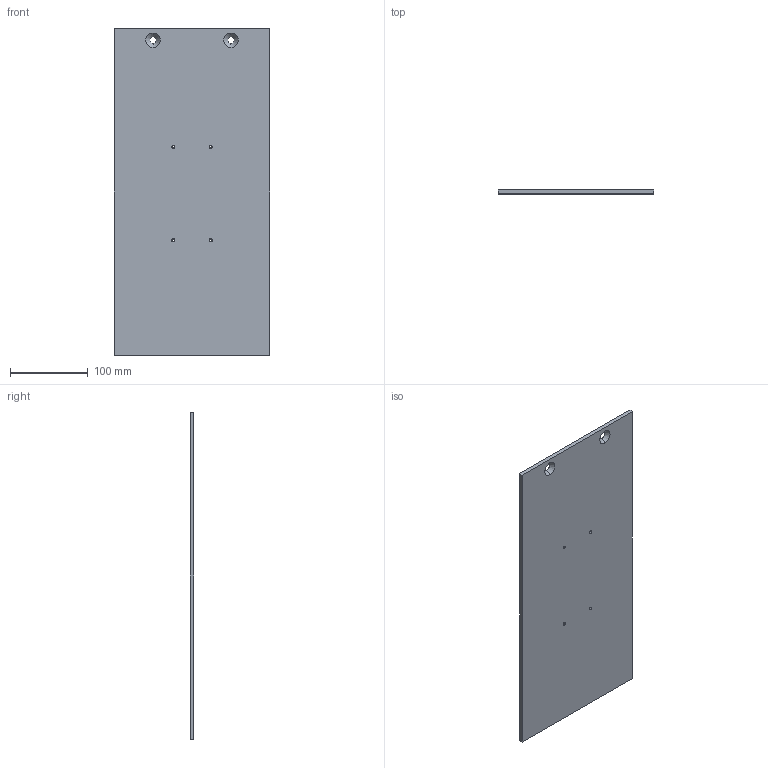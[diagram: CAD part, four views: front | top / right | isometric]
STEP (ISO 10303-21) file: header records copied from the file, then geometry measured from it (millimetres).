
FILE_DESCRIPTION((''),'2;1');
FILE_NAME('ROB-CEVE-P01','2020-04-09T13:58:24',('bassem.sudki'),(''),'CREO PARAMETRIC BY PTC INC, 2016390','CREO PARAMETRIC BY PTC INC, 2016390','');
FILE_SCHEMA(('CONFIG_CONTROL_DESIGN'));
Length unit declared in the file: millimetre
Products named in the file (1): ROB-CEVE-P01
Bounding box: 200 x 5 x 420 mm (x, y, z)
Volume: 418310.8 mm3; surface area: 174534.9 mm2
Topology: 1 solids, 5 shells, 26 faces, 72 edges, 48 vertices
Faces by surface type: cylinder 16, plane 6, cone 4
Entity records: 915 total; most frequent: DIRECTION 166, CARTESIAN_POINT 147, ORIENTED_EDGE 128, EDGE_CURVE 72, AXIS2_PLACEMENT_3D 67, VERTEX_POINT 48, CIRCLE 40, EDGE_LOOP 38
